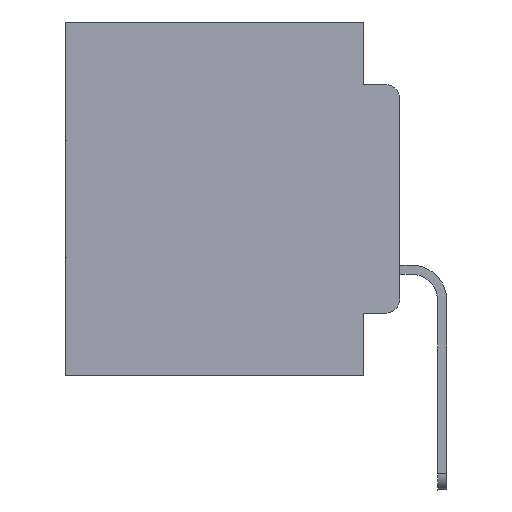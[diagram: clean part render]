
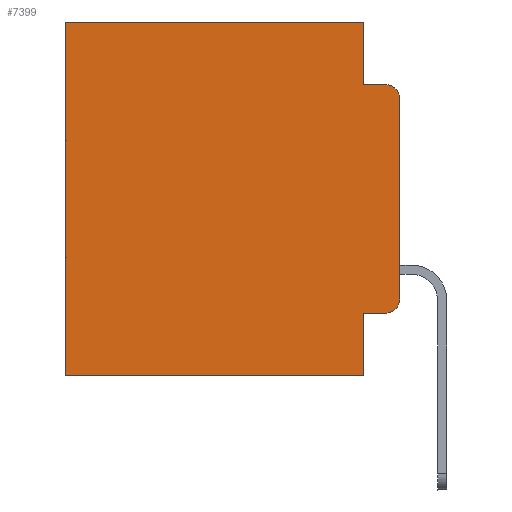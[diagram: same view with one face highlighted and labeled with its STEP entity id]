
A CAD part, left-side view. The second image highlights one B-rep face of the part: STEP entity #7399.
In plain terms, the highlighted planar face has unit normal (-1, 0, 0).
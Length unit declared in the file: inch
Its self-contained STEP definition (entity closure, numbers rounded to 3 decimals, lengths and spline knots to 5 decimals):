
#177 = LINE ( 'NONE', #9396, #16344 ) ;
#191 = EDGE_CURVE ( 'NONE', #18462, #15290, #9917, .T. ) ;
#424 = ORIENTED_EDGE ( 'NONE', *, *, #5047, .T. ) ;
#523 = VERTEX_POINT ( 'NONE', #1724 ) ;
#1032 = CARTESIAN_POINT ( 'NONE',  ( 0.298, 0.02, -0.4115 ) ) ;
#1080 = DIRECTION ( 'NONE',  ( 0., 0., -1. ) ) ;
#1111 = DIRECTION ( 'NONE',  ( -1., 0., 0. ) ) ;
#1724 = CARTESIAN_POINT ( 'NONE',  ( 0.298, 0.051, -0.4115 ) ) ;
#1960 = DIRECTION ( 'NONE',  ( 0., 1., 0. ) ) ;
#2451 = VECTOR ( 'NONE', #20252, 39.37008 ) ;
#2812 = DIRECTION ( 'NONE',  ( 0., 0., -1. ) ) ;
#3021 = AXIS2_PLACEMENT_3D ( 'NONE', #15663, #24923, #4162 ) ;
#3569 = CARTESIAN_POINT ( 'NONE',  ( 0.298, 0.051, -0.5 ) ) ;
#3806 = VECTOR ( 'NONE', #9619, 39.37008 ) ;
#4162 = DIRECTION ( 'NONE',  ( 0., 0., -1. ) ) ;
#4687 = AXIS2_PLACEMENT_3D ( 'NONE', #28675, #21842, #1080 ) ;
#4853 = ORIENTED_EDGE ( 'NONE', *, *, #29414, .F. ) ;
#5047 = EDGE_CURVE ( 'NONE', #8517, #27809, #22714, .T. ) ;
#5512 = DIRECTION ( 'NONE',  ( 0., 0., -1. ) ) ;
#5588 = EDGE_CURVE ( 'NONE', #8517, #25240, #10717, .T. ) ;
#5667 = CIRCLE ( 'NONE', #4687, 0.02 ) ;
#6072 = ORIENTED_EDGE ( 'NONE', *, *, #5588, .F. ) ;
#6147 = ORIENTED_EDGE ( 'NONE', *, *, #28711, .F. ) ;
#6324 = VECTOR ( 'NONE', #2812, 39.37008 ) ;
#7399 = ADVANCED_FACE ( 'NONE', ( #20218 ), #29486, .F. ) ;
#7999 = ORIENTED_EDGE ( 'NONE', *, *, #22511, .T. ) ;
#8517 = VERTEX_POINT ( 'NONE', #27211 ) ;
#8560 = VECTOR ( 'NONE', #21497, 39.37008 ) ;
#8769 = CARTESIAN_POINT ( 'NONE',  ( 0.298, 0., -0.3915 ) ) ;
#9396 = CARTESIAN_POINT ( 'NONE',  ( 0.298, 0.051, 0. ) ) ;
#9619 = DIRECTION ( 'NONE',  ( 0., 1., 0. ) ) ;
#9774 = CARTESIAN_POINT ( 'NONE',  ( 0.298, 0., 0. ) ) ;
#9917 = LINE ( 'NONE', #9774, #6324 ) ;
#9982 = CARTESIAN_POINT ( 'NONE',  ( 0.298, 0.051, -0.0885 ) ) ;
#10072 = CARTESIAN_POINT ( 'NONE',  ( 0.298, 0., -0.5 ) ) ;
#10135 = EDGE_LOOP ( 'NONE', ( #24288, #28780, #23511, #6072, #424, #7999, #4853, #6147, #12806, #29680 ) ) ;
#10542 = VERTEX_POINT ( 'NONE', #1032 ) ;
#10717 = LINE ( 'NONE', #24813, #2451 ) ;
#10911 = EDGE_CURVE ( 'NONE', #10542, #15290, #24435, .T. ) ;
#12105 = CARTESIAN_POINT ( 'NONE',  ( 0.298, 0.051, -0.4115 ) ) ;
#12188 = LINE ( 'NONE', #24167, #24736 ) ;
#12806 = ORIENTED_EDGE ( 'NONE', *, *, #22255, .T. ) ;
#12936 = VECTOR ( 'NONE', #25726, 39.37008 ) ;
#14034 = CARTESIAN_POINT ( 'NONE',  ( 0.298, 0.473, 0. ) ) ;
#14734 = AXIS2_PLACEMENT_3D ( 'NONE', #19725, #1111, #5512 ) ;
#15290 = VERTEX_POINT ( 'NONE', #8769 ) ;
#15627 = DIRECTION ( 'NONE',  ( 0., 0., -1. ) ) ;
#15663 = CARTESIAN_POINT ( 'NONE',  ( 0.298, 0., 0. ) ) ;
#16344 = VECTOR ( 'NONE', #15627, 39.37008 ) ;
#16438 = VECTOR ( 'NONE', #1960, 39.37008 ) ;
#16901 = LINE ( 'NONE', #10072, #3806 ) ;
#18462 = VERTEX_POINT ( 'NONE', #21609 ) ;
#18571 = LINE ( 'NONE', #14034, #12936 ) ;
#18698 = CARTESIAN_POINT ( 'NONE',  ( 0.298, 0.473, 0. ) ) ;
#18774 = EDGE_CURVE ( 'NONE', #25240, #27145, #12188, .T. ) ;
#19590 = DIRECTION ( 'NONE',  ( 0., -1., 0. ) ) ;
#19725 = CARTESIAN_POINT ( 'NONE',  ( 0.298, 0.02, -0.3915 ) ) ;
#20218 = FACE_OUTER_BOUND ( 'NONE', #10135, .T. ) ;
#20252 = DIRECTION ( 'NONE',  ( 0., 0., -1. ) ) ;
#21497 = DIRECTION ( 'NONE',  ( 0., -1., 0. ) ) ;
#21609 = CARTESIAN_POINT ( 'NONE',  ( 0.298, 0., -0.1085 ) ) ;
#21812 = EDGE_CURVE ( 'NONE', #18462, #27145, #5667, .T. ) ;
#21842 = DIRECTION ( 'NONE',  ( -1., 0., 0. ) ) ;
#22255 = EDGE_CURVE ( 'NONE', #523, #10542, #26495, .T. ) ;
#22511 = EDGE_CURVE ( 'NONE', #27809, #22581, #18571, .T. ) ;
#22581 = VERTEX_POINT ( 'NONE', #25865 ) ;
#22714 = LINE ( 'NONE', #27268, #16438 ) ;
#23511 = ORIENTED_EDGE ( 'NONE', *, *, #18774, .F. ) ;
#23989 = CARTESIAN_POINT ( 'NONE',  ( 0.298, 0.02, -0.0885 ) ) ;
#24167 = CARTESIAN_POINT ( 'NONE',  ( 0.298, 0.051, -0.0885 ) ) ;
#24288 = ORIENTED_EDGE ( 'NONE', *, *, #191, .F. ) ;
#24435 = CIRCLE ( 'NONE', #14734, 0.02 ) ;
#24736 = VECTOR ( 'NONE', #19590, 39.37008 ) ;
#24813 = CARTESIAN_POINT ( 'NONE',  ( 0.298, 0.051, 0. ) ) ;
#24923 = DIRECTION ( 'NONE',  ( 1., 0., 0. ) ) ;
#25240 = VERTEX_POINT ( 'NONE', #9982 ) ;
#25726 = DIRECTION ( 'NONE',  ( 0., 0., -1. ) ) ;
#25865 = CARTESIAN_POINT ( 'NONE',  ( 0.298, 0.473, -0.5 ) ) ;
#26495 = LINE ( 'NONE', #12105, #8560 ) ;
#26742 = VERTEX_POINT ( 'NONE', #3569 ) ;
#27145 = VERTEX_POINT ( 'NONE', #23989 ) ;
#27211 = CARTESIAN_POINT ( 'NONE',  ( 0.298, 0.051, 0. ) ) ;
#27268 = CARTESIAN_POINT ( 'NONE',  ( 0.298, 0., 0. ) ) ;
#27809 = VERTEX_POINT ( 'NONE', #18698 ) ;
#28675 = CARTESIAN_POINT ( 'NONE',  ( 0.298, 0.02, -0.1085 ) ) ;
#28711 = EDGE_CURVE ( 'NONE', #523, #26742, #177, .T. ) ;
#28780 = ORIENTED_EDGE ( 'NONE', *, *, #21812, .T. ) ;
#29414 = EDGE_CURVE ( 'NONE', #26742, #22581, #16901, .T. ) ;
#29486 = PLANE ( 'NONE',  #3021 ) ;
#29680 = ORIENTED_EDGE ( 'NONE', *, *, #10911, .T. ) ;
